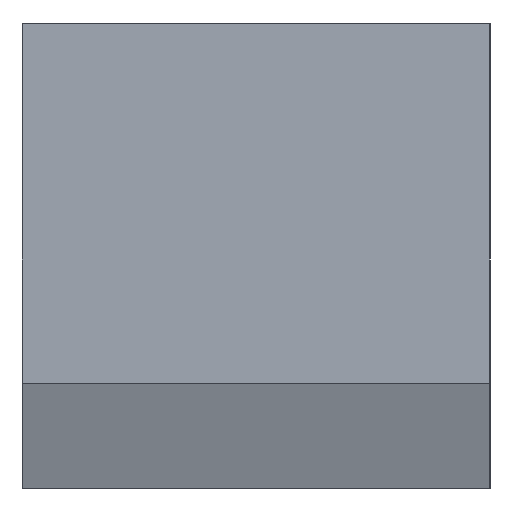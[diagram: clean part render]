
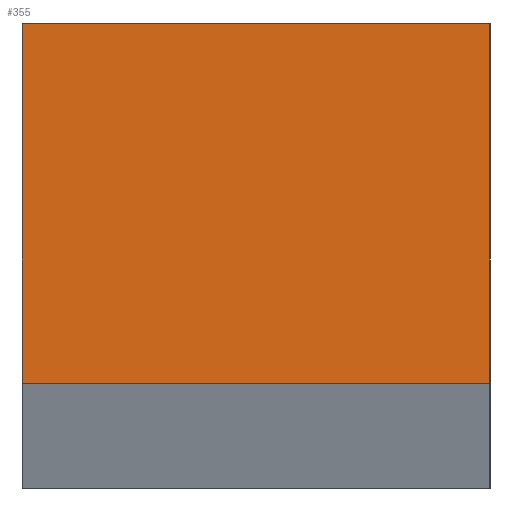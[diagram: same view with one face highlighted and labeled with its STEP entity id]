
A CAD part, left-side view. The second image highlights one B-rep face of the part: STEP entity #355.
In plain terms, the highlighted planar face has unit normal (-1, 0, 0).
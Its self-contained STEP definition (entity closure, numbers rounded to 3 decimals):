
#355=ADVANCED_FACE('NONE',(#865),#866,.F.);
#865=FACE_OUTER_BOUND('',#1527,.T.);
#866=PLANE('',#1528);
#1527=EDGE_LOOP('',(#2887,#2888,#2889,#2890));
#1528=AXIS2_PLACEMENT_3D('',#2891,#2892,#2893);
#2887=ORIENTED_EDGE('',*,*,#4780,.F.);
#2888=ORIENTED_EDGE('',*,*,#4188,.F.);
#2889=ORIENTED_EDGE('',*,*,#4781,.F.);
#2890=ORIENTED_EDGE('',*,*,#4613,.T.);
#2891=CARTESIAN_POINT('',(0.0,0.0,59.65));
#2892=DIRECTION('',(1.0,0.0,0.0));
#2893=DIRECTION('',(0.0,1.0,-0.0));
#4188=EDGE_CURVE('NONE',#5058,#5060,#5061,.T.);
#4613=EDGE_CURVE('NONE',#5909,#5907,#5910,.T.);
#4780=EDGE_CURVE('NONE',#5060,#5907,#6079,.T.);
#4781=EDGE_CURVE('NONE',#5909,#5058,#6080,.T.);
#5058=VERTEX_POINT('NONE',#6360);
#5060=VERTEX_POINT('NONE',#6363);
#5061=LINE('',#6364,#6365);
#5907=VERTEX_POINT('NONE',#7633);
#5909=VERTEX_POINT('NONE',#7636);
#5910=LINE('',#7637,#7638);
#6079=LINE('',#7918,#7919);
#6080=LINE('',#7920,#7921);
#6360=CARTESIAN_POINT('',(0.0,0.0,59.65));
#6363=CARTESIAN_POINT('',(0.0,0.0,13.5));
#6364=CARTESIAN_POINT('',(0.0,0.0,59.65));
#6365=VECTOR('',#8300,1000.0);
#7633=CARTESIAN_POINT('',(0.0,60.0,13.5));
#7636=CARTESIAN_POINT('',(0.0,60.0,59.65));
#7637=CARTESIAN_POINT('',(0.0,60.0,59.65));
#7638=VECTOR('',#8724,1000.0);
#7918=CARTESIAN_POINT('',(0.0,0.0,13.5));
#7919=VECTOR('',#8836,1000.0);
#7920=CARTESIAN_POINT('',(0.0,0.0,59.65));
#7921=VECTOR('',#8837,1000.0);
#8300=DIRECTION('',(-0.0,-0.0,-1.0));
#8724=DIRECTION('',(-0.0,-0.0,-1.0));
#8836=DIRECTION('',(0.0,1.0,0.0));
#8837=DIRECTION('',(-0.0,-1.0,-0.0));
